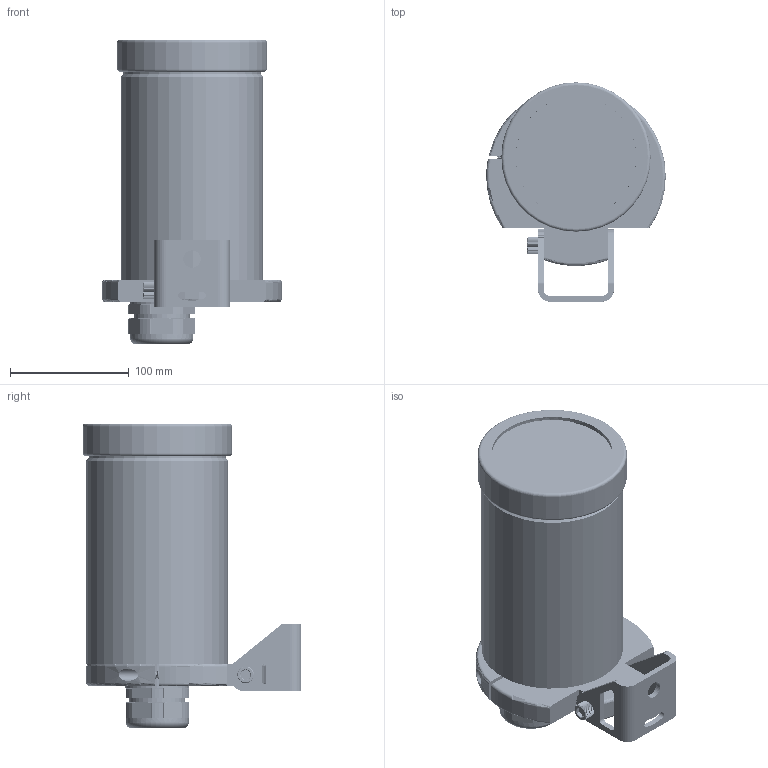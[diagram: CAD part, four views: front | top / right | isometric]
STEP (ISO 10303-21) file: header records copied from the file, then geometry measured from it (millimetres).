
FILE_DESCRIPTION (( 'STEP AP203' ), '1' );
FILE_NAME ('47C-MC.STEP', '2022-02-17T15:49:13', ( '' ), ( '' ), 'SwSTEP 2.0', 'SolidWorks 2021', '' );
FILE_SCHEMA (( 'CONFIG_CONTROL_DESIGN' ));
Length unit declared in the file: inch
Products named in the file (24): 92196A543_92196A543; 92196A548; 200279; 92196A634; PG36-I01; 200352; PG36-S02; PG36-01-01-02-04; 400052; 200348; 201099; PG36-B01; 201098; 500108; 4452K542_4452K542; 47C-MC; 91292A112; 200357; 200350; 201097; 91292A012_91292A012; 92196A540; ZBIGV70153_Expanded; 91292A113
Assembly tree (31 placements, depth 3):
  47C-MC
    200279
    200350
    200348
    200352
    500108
    400052
    201097
    201098
    201099
    200357
    PG36-01-01-02-04
      PG36-B01
      PG36-I01
      PG36-S02
    ZBIGV70153_Expanded
    92196A540
    4452K542_4452K542  x2
    92196A634
    92196A548  x2
    92196A543_92196A543  x2
    91292A113  x2
    91292A012_91292A012  x2
    91292A112  x4
Bounding box: 151.13 x 184.16 x 256.54 mm (x, y, z)
Volume: 1115172.4 mm3; surface area: 368520.5 mm2
Topology: 31 solids, 31 shells, 3233 faces, 8245 edges, 5123 vertices
Faces by surface type: cylinder 1409, plane 1048, cone 655, bspline 100, torus 21
Entity records: 93458 total; most frequent: CARTESIAN_POINT 45456, ORIENTED_EDGE 10510, DIRECTION 8286, EDGE_CURVE 5255, VERTEX_POINT 3266, AXIS2_PLACEMENT_3D 3240, EDGE_LOOP 2177, ADVANCED_FACE 2075
